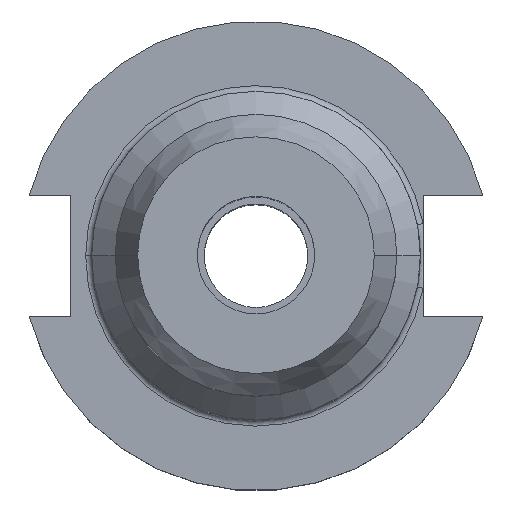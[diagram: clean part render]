
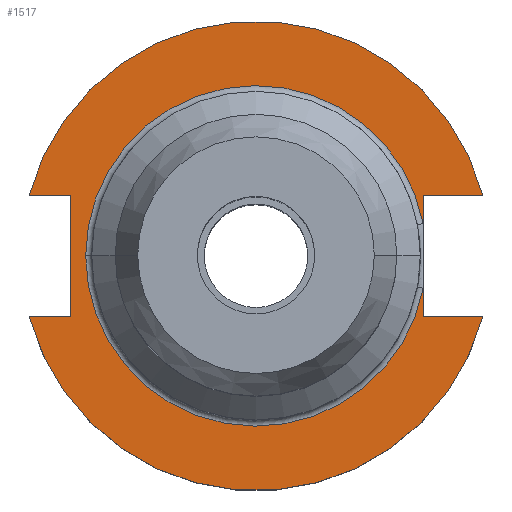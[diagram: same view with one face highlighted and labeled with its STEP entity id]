
A CAD part, top view. The second image highlights one B-rep face of the part: STEP entity #1517.
In plain terms, the highlighted planar face has unit normal (0, 0, 1).
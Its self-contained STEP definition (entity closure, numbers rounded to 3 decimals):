
#51 = VERTEX_POINT ( 'NONE', #1185 ) ;
#54 = VECTOR ( 'NONE', #339, 1000. ) ;
#61 = AXIS2_PLACEMENT_3D ( 'NONE', #853, #1116, #836 ) ;
#81 = AXIS2_PLACEMENT_3D ( 'NONE', #872, #607, #868 ) ;
#132 = CARTESIAN_POINT ( 'NONE',  ( -23.025, 0., 19.05 ) ) ;
#169 = CARTESIAN_POINT ( 'NONE',  ( -25.091, 8.191, 19.05 ) ) ;
#177 = AXIS2_PLACEMENT_3D ( 'NONE', #422, #664, #276 ) ;
#191 = EDGE_CURVE ( 'NONE', #51, #1653, #1402, .T. ) ;
#196 = FACE_OUTER_BOUND ( 'NONE', #887, .T. ) ;
#249 = EDGE_CURVE ( 'NONE', #1653, #388, #691, .T. ) ;
#260 = EDGE_CURVE ( 'NONE', #945, #830, #990, .T. ) ;
#276 = DIRECTION ( 'NONE',  ( 1., 0., 0. ) ) ;
#292 = EDGE_CURVE ( 'NONE', #1345, #369, #1169, .T. ) ;
#315 = AXIS2_PLACEMENT_3D ( 'NONE', #1078, #1089, #319 ) ;
#319 = DIRECTION ( 'NONE',  ( -1., 0., 0. ) ) ;
#339 = DIRECTION ( 'NONE',  ( -1., 0., 0. ) ) ;
#357 = DIRECTION ( 'NONE',  ( 1., 0., 0. ) ) ;
#369 = VERTEX_POINT ( 'NONE', #649 ) ;
#388 = VERTEX_POINT ( 'NONE', #728 ) ;
#422 = CARTESIAN_POINT ( 'NONE',  ( 0., 0., 19.05 ) ) ;
#438 = DIRECTION ( 'NONE',  ( 0., -1., 0. ) ) ;
#441 = VECTOR ( 'NONE', #438, 1000. ) ;
#450 = CARTESIAN_POINT ( 'NONE',  ( 0., 8.191, 19.05 ) ) ;
#478 = CARTESIAN_POINT ( 'NONE',  ( -61.091, 8.191, 19.05 ) ) ;
#496 = CARTESIAN_POINT ( 'NONE',  ( 0., -8.191, 19.05 ) ) ;
#540 = EDGE_CURVE ( 'NONE', #388, #830, #1341, .T. ) ;
#555 = LINE ( 'NONE', #1044, #859 ) ;
#562 = ORIENTED_EDGE ( 'NONE', *, *, #1335, .T. ) ;
#573 = CARTESIAN_POINT ( 'NONE',  ( 0., 0., 19.05 ) ) ;
#588 = LINE ( 'NONE', #960, #1240 ) ;
#607 = DIRECTION ( 'NONE',  ( 0., 0., -1. ) ) ;
#621 = CARTESIAN_POINT ( 'NONE',  ( -25.091, -8.191, 19.05 ) ) ;
#636 = EDGE_CURVE ( 'NONE', #51, #1181, #1293, .T. ) ;
#649 = CARTESIAN_POINT ( 'NONE',  ( 22.606, 4.373, 19.05 ) ) ;
#659 = ORIENTED_EDGE ( 'NONE', *, *, #1485, .T. ) ;
#660 = VECTOR ( 'NONE', #357, 1000. ) ;
#664 = DIRECTION ( 'NONE',  ( 0., 0., 1. ) ) ;
#691 = LINE ( 'NONE', #478, #660 ) ;
#699 = DIRECTION ( 'NONE',  ( 0., 1., 0. ) ) ;
#728 = CARTESIAN_POINT ( 'NONE',  ( -25.091, 8.191, 19.05 ) ) ;
#735 = CIRCLE ( 'NONE', #177, 31.75 ) ;
#773 = VECTOR ( 'NONE', #1150, 1000. ) ;
#830 = VERTEX_POINT ( 'NONE', #621 ) ;
#832 = PLANE ( 'NONE',  #61 ) ;
#836 = DIRECTION ( 'NONE',  ( -1., 0., 0. ) ) ;
#853 = CARTESIAN_POINT ( 'NONE',  ( 0., 22.225, 19.05 ) ) ;
#859 = VECTOR ( 'NONE', #1564, 1000. ) ;
#868 = DIRECTION ( 'NONE',  ( -1., 0., 0. ) ) ;
#872 = CARTESIAN_POINT ( 'NONE',  ( 0., 0., 19.05 ) ) ;
#887 = EDGE_LOOP ( 'NONE', ( #562, #1289, #1269, #659, #984, #983, #930, #1262, #1364, #1627, #1102 ) ) ;
#924 = CARTESIAN_POINT ( 'NONE',  ( -30.675, -8.191, 19.05 ) ) ;
#930 = ORIENTED_EDGE ( 'NONE', *, *, #249, .T. ) ;
#945 = VERTEX_POINT ( 'NONE', #924 ) ;
#960 = CARTESIAN_POINT ( 'NONE',  ( 22.606, 22.225, 19.05 ) ) ;
#983 = ORIENTED_EDGE ( 'NONE', *, *, #191, .T. ) ;
#984 = ORIENTED_EDGE ( 'NONE', *, *, #636, .F. ) ;
#990 = LINE ( 'NONE', #1254, #773 ) ;
#997 = CARTESIAN_POINT ( 'NONE',  ( 22.606, -8.191, 19.05 ) ) ;
#1044 = CARTESIAN_POINT ( 'NONE',  ( 22.606, 22.225, 19.05 ) ) ;
#1056 = VERTEX_POINT ( 'NONE', #1068 ) ;
#1068 = CARTESIAN_POINT ( 'NONE',  ( 30.675, -8.191, 19.05 ) ) ;
#1078 = CARTESIAN_POINT ( 'NONE',  ( 0., 0., 19.05 ) ) ;
#1089 = DIRECTION ( 'NONE',  ( 0., 0., -1. ) ) ;
#1102 = ORIENTED_EDGE ( 'NONE', *, *, #1608, .F. ) ;
#1116 = DIRECTION ( 'NONE',  ( 0., 0., -1. ) ) ;
#1150 = DIRECTION ( 'NONE',  ( 1., 0., 0. ) ) ;
#1159 = VERTEX_POINT ( 'NONE', #997 ) ;
#1169 = CIRCLE ( 'NONE', #315, 23.025 ) ;
#1181 = VERTEX_POINT ( 'NONE', #1513 ) ;
#1185 = CARTESIAN_POINT ( 'NONE',  ( 30.675, 8.191, 19.05 ) ) ;
#1240 = VECTOR ( 'NONE', #699, 1000. ) ;
#1248 = VERTEX_POINT ( 'NONE', #1407 ) ;
#1254 = CARTESIAN_POINT ( 'NONE',  ( -61.091, -8.191, 19.05 ) ) ;
#1262 = ORIENTED_EDGE ( 'NONE', *, *, #540, .T. ) ;
#1269 = ORIENTED_EDGE ( 'NONE', *, *, #292, .T. ) ;
#1289 = ORIENTED_EDGE ( 'NONE', *, *, #1630, .T. ) ;
#1293 = LINE ( 'NONE', #450, #54 ) ;
#1305 = EDGE_CURVE ( 'NONE', #945, #1056, #735, .T. ) ;
#1331 = AXIS2_PLACEMENT_3D ( 'NONE', #573, #1472, #1499 ) ;
#1335 = EDGE_CURVE ( 'NONE', #1159, #1248, #555, .T. ) ;
#1341 = LINE ( 'NONE', #169, #441 ) ;
#1345 = VERTEX_POINT ( 'NONE', #132 ) ;
#1364 = ORIENTED_EDGE ( 'NONE', *, *, #260, .F. ) ;
#1402 = CIRCLE ( 'NONE', #1331, 31.75 ) ;
#1407 = CARTESIAN_POINT ( 'NONE',  ( 22.606, -4.373, 19.05 ) ) ;
#1472 = DIRECTION ( 'NONE',  ( 0., 0., 1. ) ) ;
#1475 = VECTOR ( 'NONE', #1515, 1000. ) ;
#1485 = EDGE_CURVE ( 'NONE', #369, #1181, #588, .T. ) ;
#1499 = DIRECTION ( 'NONE',  ( 1., 0., 0. ) ) ;
#1508 = CARTESIAN_POINT ( 'NONE',  ( -30.675, 8.191, 19.05 ) ) ;
#1513 = CARTESIAN_POINT ( 'NONE',  ( 22.606, 8.191, 19.05 ) ) ;
#1515 = DIRECTION ( 'NONE',  ( 1., 0., 0. ) ) ;
#1517 = ADVANCED_FACE ( 'NONE', ( #196 ), #832, .F. ) ;
#1518 = LINE ( 'NONE', #496, #1475 ) ;
#1564 = DIRECTION ( 'NONE',  ( 0., 1., 0. ) ) ;
#1608 = EDGE_CURVE ( 'NONE', #1159, #1056, #1518, .T. ) ;
#1627 = ORIENTED_EDGE ( 'NONE', *, *, #1305, .T. ) ;
#1630 = EDGE_CURVE ( 'NONE', #1248, #1345, #1665, .T. ) ;
#1653 = VERTEX_POINT ( 'NONE', #1508 ) ;
#1665 = CIRCLE ( 'NONE', #81, 23.025 ) ;
